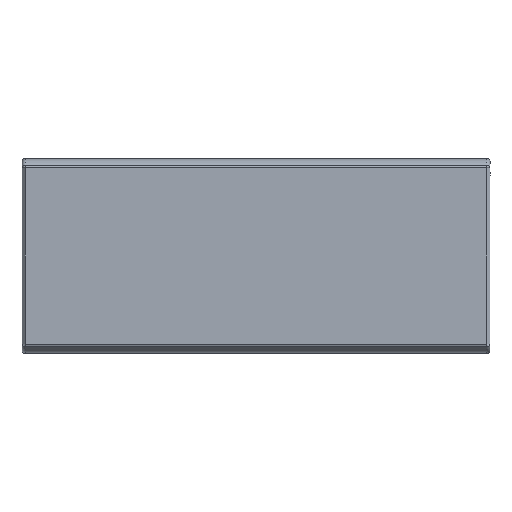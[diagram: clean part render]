
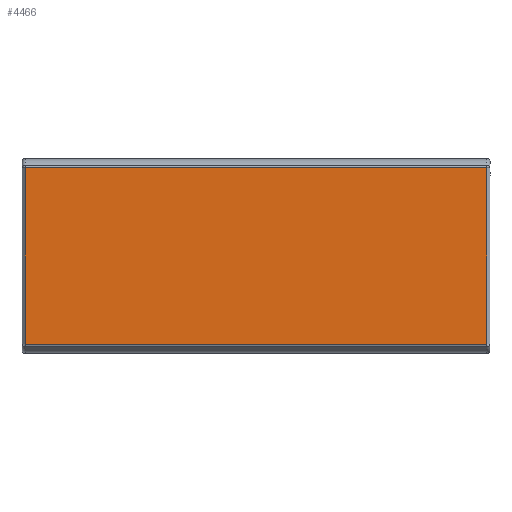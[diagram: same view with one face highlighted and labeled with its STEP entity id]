
A CAD part, front view. The second image highlights one B-rep face of the part: STEP entity #4466.
In plain terms, the highlighted planar face has unit normal (0, -1, 0).
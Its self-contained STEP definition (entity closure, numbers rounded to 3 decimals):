
#132=PLANE('',#5009);
#225=LINE('',#7474,#515);
#346=LINE('',#9452,#636);
#350=LINE('',#9467,#640);
#351=LINE('',#9469,#641);
#515=VECTOR('',#5506,22.669);
#636=VECTOR('',#6161,22.669);
#640=VECTOR('',#6183,139.2);
#641=VECTOR('',#6186,139.2);
#1072=FACE_OUTER_BOUND('',#1372,.T.);
#1372=EDGE_LOOP('',(#3703,#3704,#3705,#3706));
#1877=VERTEX_POINT('',#7277);
#1920=VERTEX_POINT('',#7469);
#2065=VERTEX_POINT('',#9256);
#2108=VERTEX_POINT('',#9448);
#2353=EDGE_CURVE('',#1920,#1877,#225,.T.);
#2666=EDGE_CURVE('',#2108,#2065,#346,.T.);
#2674=EDGE_CURVE('',#2065,#1877,#350,.T.);
#2675=EDGE_CURVE('',#1920,#2108,#351,.T.);
#3703=ORIENTED_EDGE('',*,*,#2674,.T.);
#3704=ORIENTED_EDGE('',*,*,#2353,.F.);
#3705=ORIENTED_EDGE('',*,*,#2675,.T.);
#3706=ORIENTED_EDGE('',*,*,#2666,.T.);
#4466=ADVANCED_FACE('',(#1072),#132,.T.);
#5009=AXIS2_PLACEMENT_3D('',#9468,#6184,#6185);
#5506=DIRECTION('',(0.,0.,-1.));
#6161=DIRECTION('',(0.,0.,-1.));
#6183=DIRECTION('',(1.,0.,0.));
#6184=DIRECTION('center_axis',(0.,-1.,0.));
#6185=DIRECTION('ref_axis',(0.,0.,-1.));
#6186=DIRECTION('',(-1.,0.,0.));
#7277=CARTESIAN_POINT('',(93.225,-20.25,-187.459));
#7469=CARTESIAN_POINT('',(93.225,-20.25,-164.791));
#7474=CARTESIAN_POINT('',(93.225,-20.25,-164.791));
#9256=CARTESIAN_POINT('',(34.025,-20.25,-187.459));
#9448=CARTESIAN_POINT('',(34.025,-20.25,-164.791));
#9452=CARTESIAN_POINT('',(34.025,-20.25,-164.791));
#9467=CARTESIAN_POINT('',(-5.975,-20.25,-187.459));
#9468=CARTESIAN_POINT('Origin',(173.625,-20.25,-173.625));
#9469=CARTESIAN_POINT('',(133.225,-20.25,-164.791));
